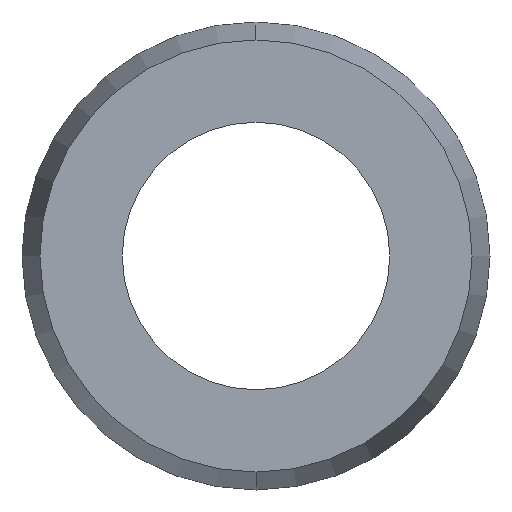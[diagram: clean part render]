
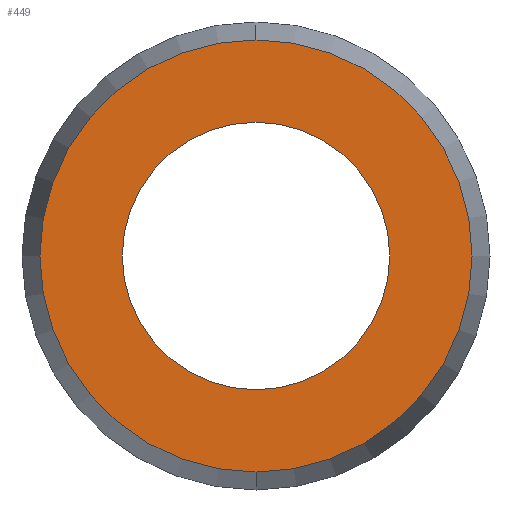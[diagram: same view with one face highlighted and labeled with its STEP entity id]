
A CAD part, left-side view. The second image highlights one B-rep face of the part: STEP entity #449.
In plain terms, the highlighted planar face has unit normal (-1, 0, 0).
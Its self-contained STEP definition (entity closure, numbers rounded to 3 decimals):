
#17 = VERTEX_POINT ( 'NONE', #414 ) ;
#19 = CIRCLE ( 'NONE', #457, 12.928 ) ;
#25 = CIRCLE ( 'NONE', #280, 12.928 ) ;
#49 = PLANE ( 'NONE',  #395 ) ;
#62 = ORIENTED_EDGE ( 'NONE', *, *, #400, .F. ) ;
#78 = DIRECTION ( 'NONE',  ( 0., 0., 1. ) ) ;
#92 = AXIS2_PLACEMENT_3D ( 'NONE', #403, #284, #439 ) ;
#95 = ORIENTED_EDGE ( 'NONE', *, *, #385, .F. ) ;
#96 = DIRECTION ( 'NONE',  ( 0., 0., 1. ) ) ;
#102 = CARTESIAN_POINT ( 'NONE',  ( 0., 0., 0. ) ) ;
#114 = CIRCLE ( 'NONE', #378, 8. ) ;
#129 = ORIENTED_EDGE ( 'NONE', *, *, #435, .T. ) ;
#131 = CIRCLE ( 'NONE', #92, 8. ) ;
#148 = CARTESIAN_POINT ( 'NONE',  ( 0., 12.928, 0. ) ) ;
#165 = CARTESIAN_POINT ( 'NONE',  ( 0., 0., 12.928 ) ) ;
#167 = VERTEX_POINT ( 'NONE', #165 ) ;
#179 = DIRECTION ( 'NONE',  ( -1., 0., 0. ) ) ;
#223 = VERTEX_POINT ( 'NONE', #426 ) ;
#247 = CARTESIAN_POINT ( 'NONE',  ( 0., 0., -8. ) ) ;
#260 = EDGE_CURVE ( 'NONE', #17, #167, #25, .T. ) ;
#280 = AXIS2_PLACEMENT_3D ( 'NONE', #102, #423, #96 ) ;
#281 = DIRECTION ( 'NONE',  ( 1., 0., 0. ) ) ;
#284 = DIRECTION ( 'NONE',  ( -1., 0., 0. ) ) ;
#288 = EDGE_LOOP ( 'NONE', ( #324, #129 ) ) ;
#314 = DIRECTION ( 'NONE',  ( -1., 0., 0. ) ) ;
#315 = EDGE_LOOP ( 'NONE', ( #62, #95 ) ) ;
#323 = CARTESIAN_POINT ( 'NONE',  ( 0., 0., 0. ) ) ;
#324 = ORIENTED_EDGE ( 'NONE', *, *, #260, .T. ) ;
#354 = DIRECTION ( 'NONE',  ( 0., 0., -1. ) ) ;
#363 = CARTESIAN_POINT ( 'NONE',  ( 0., 0., 0. ) ) ;
#367 = FACE_BOUND ( 'NONE', #315, .T. ) ;
#375 = VERTEX_POINT ( 'NONE', #247 ) ;
#378 = AXIS2_PLACEMENT_3D ( 'NONE', #323, #179, #437 ) ;
#385 = EDGE_CURVE ( 'NONE', #375, #223, #131, .T. ) ;
#395 = AXIS2_PLACEMENT_3D ( 'NONE', #148, #281, #354 ) ;
#400 = EDGE_CURVE ( 'NONE', #223, #375, #114, .T. ) ;
#403 = CARTESIAN_POINT ( 'NONE',  ( 0., 0., 0. ) ) ;
#414 = CARTESIAN_POINT ( 'NONE',  ( 0., 0., -12.928 ) ) ;
#423 = DIRECTION ( 'NONE',  ( -1., 0., 0. ) ) ;
#426 = CARTESIAN_POINT ( 'NONE',  ( 0., 0., 8. ) ) ;
#435 = EDGE_CURVE ( 'NONE', #167, #17, #19, .T. ) ;
#437 = DIRECTION ( 'NONE',  ( 0., 0., 1. ) ) ;
#439 = DIRECTION ( 'NONE',  ( 0., 0., 1. ) ) ;
#441 = FACE_OUTER_BOUND ( 'NONE', #288, .T. ) ;
#449 = ADVANCED_FACE ( 'NONE', ( #367, #441 ), #49, .F. ) ;
#457 = AXIS2_PLACEMENT_3D ( 'NONE', #363, #314, #78 ) ;
